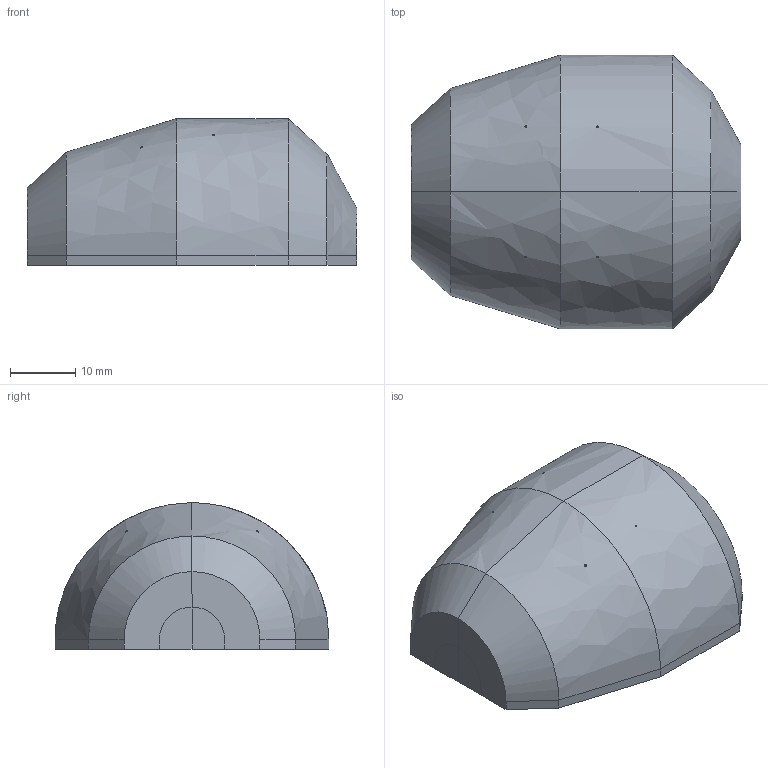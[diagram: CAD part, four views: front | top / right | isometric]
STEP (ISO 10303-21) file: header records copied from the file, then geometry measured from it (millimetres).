
FILE_DESCRIPTION(('CATIA V5 STEP Exchange'),'2;1');
FILE_NAME('YOUR_PART_30.stp','2023-06-18T22:25:18+00:00',('none'),('none'),'CATIA Version 5 Release 21 GA (IN-10)','CATIA V5 STEP AP203','none');
FILE_SCHEMA(('CONFIG_CONTROL_DESIGN'));
Length unit declared in the file: millimetre
Products named in the file (1): YOUR PART
Bounding box: 50.6 x 42 x 22.5 mm (x, y, z)
Volume: 17551.7 mm3; surface area: 10972.6 mm2
Topology: 1 solids, 1 shells, 76 faces, 167 edges, 105 vertices
Faces by surface type: bspline 42, plane 34
Entity records: 2918 total; most frequent: CARTESIAN_POINT 1562, ORIENTED_EDGE 334, EDGE_CURVE 167, DIRECTION 123, VERTEX_POINT 105, B_SPLINE_CURVE_WITH_KNOTS 96, EDGE_LOOP 88, ADVANCED_FACE 76
